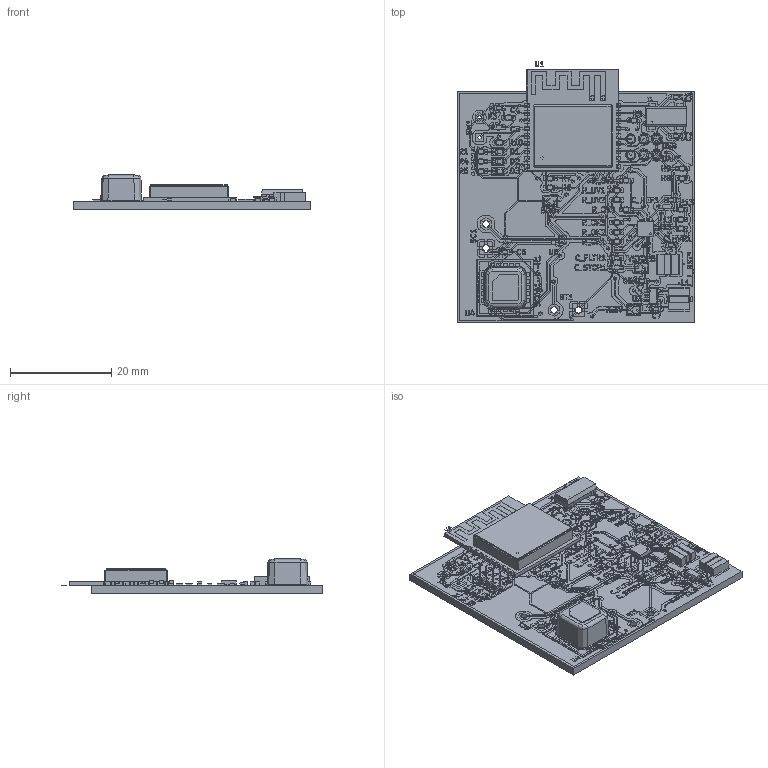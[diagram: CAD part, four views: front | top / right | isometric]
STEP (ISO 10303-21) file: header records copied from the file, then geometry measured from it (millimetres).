
FILE_DESCRIPTION(('FreeCAD Model'),'2;1');
FILE_NAME('Open CASCADE Shape Model','2022-10-30T14:49:07',(''),(''), 'Open CASCADE STEP processor 7.5','FreeCAD','Unknown');
FILE_SCHEMA(('AUTOMOTIVE_DESIGN { 1 0 10303 214 1 1 1 1 }'));
Length unit declared in the file: metre
Products named in the file (105): CO2_sense_v2; Board_Geoms_4df6; Pcb_4df6; topSilks_cdf1; topPads_4df6; topTracks_4df6; topZones_4df6; botPads_4df6; botTracks_4df6; botZones_4df6; Step_Models_4df6; Top_4df6; U3_part007_dd737bedfacf; part; part001; part002; part003; part004; part005; part006; R13_R_0603_1608Metric_12219a492bc7; L1_part011_80961516c14d; part007; part008; part009; part010; U5_part017_7294b743cd14; part011; part012; part013; part014; part015; part016; C_STOR1_C_0603_1608Metric_c01aaca44c57; U2_RGT039_f3724cae10ac; RGT16; RGT017; RGT018; RGT019; RGT020 ...
Assembly tree (136 placements, depth 5):
  CO2_sense_v2
    Board_Geoms_4df6
      Pcb_4df6
      topSilks_cdf1
      topPads_4df6
      topTracks_4df6
      topZones_4df6
      botPads_4df6
      botTracks_4df6
      botZones_4df6
    Step_Models_4df6
      Top_4df6
        U3_part007_dd737bedfacf
          part
          part001
          part002
          part003
          part004
          part005
          part006
        R13_R_0603_1608Metric_12219a492bc7  x20
        L1_part011_80961516c14d  x2
          part007
          part008
          part009
          part010
        U5_part017_7294b743cd14
          part011
          part012
          part013
          part014
          part015
          part016
        C_STOR1_C_0603_1608Metric_c01aaca44c57  x11
        U2_RGT039_f3724cae10ac
          RGT16
          RGT017
          RGT018
          RGT019
          RGT020
          RGT021
          RGT022
          RGT023
          RGT024
          RGT025
          RGT026
          RGT027
          RGT028
          RGT029
          RGT030
          RGT031
          RGT032
          RGT033
          RGT034
          RGT035
          RGT036
          RGT037
          RGT038
        D2_LED_0603_1608Metric_10d46ce55543  x3
        U4_149693-00_SCD4x_Datasheet_af9ba43a4bcf
Bounding box: 46.99 x 51.71 x 7.1 mm (x, y, z)
Volume: 4330.6 mm3
Topology: 123 solids, 774 shells, 2846 faces, 30822 edges, 28927 vertices
Faces by surface type: plane 2340, cylinder 478, bspline 24, sphere 4
Full cylindrical faces by diameter (mm): 0.042 x1, 0.08 x1, 0.191 x1, 0.2 x5, 0.3 x12, 0.5 x2, 0.7 x2, 1 x2, 1.55 x4
Entity records: 258902 total; most frequent: CARTESIAN_POINT 58601, DIRECTION 34243, ORIENTED_EDGE 31615, EDGE_CURVE 28484, VERTEX_POINT 27407, LINE 26725, VECTOR 26725, AXIS2_PLACEMENT_3D 3759
